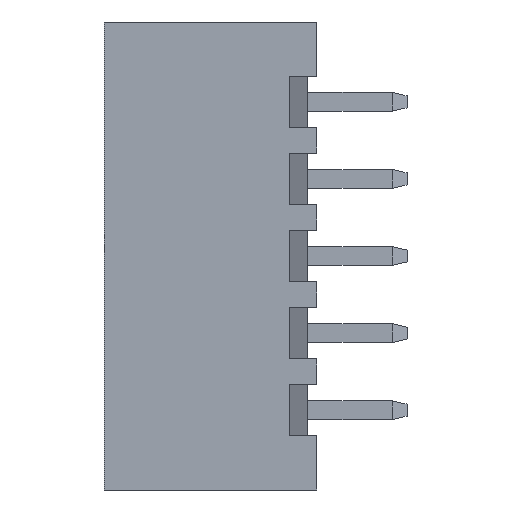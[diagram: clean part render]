
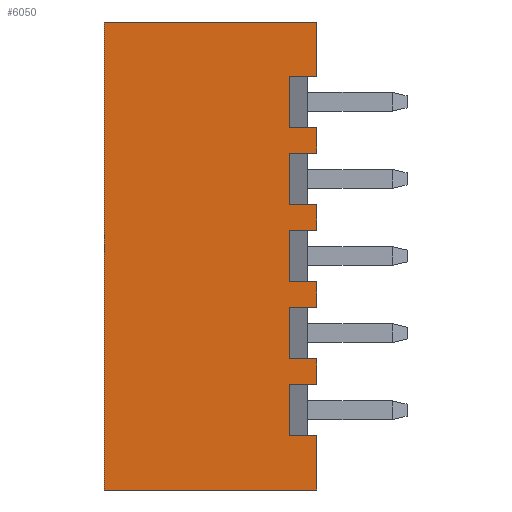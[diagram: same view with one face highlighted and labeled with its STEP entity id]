
A CAD part, left-side view. The second image highlights one B-rep face of the part: STEP entity #6050.
In plain terms, the highlighted planar face has unit normal (-1, 0, 0).
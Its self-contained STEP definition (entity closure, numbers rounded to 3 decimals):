
#432=PLANE('',#6445);
#763=FACE_OUTER_BOUND('',#1108,.T.);
#1108=EDGE_LOOP('',(#5259,#5260,#5261,#5262,#5263,#5264,#5265,#5266,#5267,
#5268,#5269,#5270,#5271,#5272,#5273,#5274,#5275,#5276,#5277,#5278,#5279,
#5280,#5281,#5282));
#1322=LINE('',#10723,#1920);
#1683=LINE('',#11718,#2281);
#1687=LINE('',#11730,#2285);
#1702=LINE('',#11761,#2300);
#1707=LINE('',#11770,#2305);
#1712=LINE('',#11779,#2310);
#1715=LINE('',#11787,#2313);
#1720=LINE('',#11796,#2318);
#1725=LINE('',#11805,#2323);
#1728=LINE('',#11813,#2326);
#1733=LINE('',#11822,#2331);
#1738=LINE('',#11831,#2336);
#1739=LINE('',#11834,#2337);
#1742=LINE('',#11839,#2340);
#1743=LINE('',#11841,#2341);
#1754=LINE('',#11873,#2352);
#1758=LINE('',#11881,#2356);
#1762=LINE('',#11889,#2360);
#1764=LINE('',#11892,#2362);
#1765=LINE('',#11894,#2363);
#1766=LINE('',#11896,#2364);
#1767=LINE('',#11898,#2365);
#1768=LINE('',#11899,#2366);
#1769=LINE('',#11900,#2367);
#1920=VECTOR('',#6821,10.);
#2281=VECTOR('',#7598,10.);
#2285=VECTOR('',#7610,10.);
#2300=VECTOR('',#7633,10.);
#2305=VECTOR('',#7642,10.);
#2310=VECTOR('',#7651,10.);
#2313=VECTOR('',#7656,10.);
#2318=VECTOR('',#7665,10.);
#2323=VECTOR('',#7674,10.);
#2326=VECTOR('',#7679,10.);
#2331=VECTOR('',#7688,10.);
#2336=VECTOR('',#7697,10.);
#2337=VECTOR('',#7700,10.);
#2340=VECTOR('',#7705,10.);
#2341=VECTOR('',#7708,10.);
#2352=VECTOR('',#7753,10.);
#2356=VECTOR('',#7761,10.);
#2360=VECTOR('',#7769,10.);
#2362=VECTOR('',#7773,10.);
#2363=VECTOR('',#7774,10.);
#2364=VECTOR('',#7775,10.);
#2365=VECTOR('',#7776,10.);
#2366=VECTOR('',#7777,10.);
#2367=VECTOR('',#7778,10.);
#2565=VERTEX_POINT('',#10720);
#2566=VERTEX_POINT('',#10722);
#2824=VERTEX_POINT('',#11716);
#2828=VERTEX_POINT('',#11729);
#2839=VERTEX_POINT('',#11758);
#2840=VERTEX_POINT('',#11760);
#2842=VERTEX_POINT('',#11769);
#2844=VERTEX_POINT('',#11777);
#2847=VERTEX_POINT('',#11784);
#2848=VERTEX_POINT('',#11786);
#2850=VERTEX_POINT('',#11795);
#2852=VERTEX_POINT('',#11803);
#2855=VERTEX_POINT('',#11810);
#2856=VERTEX_POINT('',#11812);
#2858=VERTEX_POINT('',#11821);
#2860=VERTEX_POINT('',#11829);
#2861=VERTEX_POINT('',#11833);
#2862=VERTEX_POINT('',#11837);
#2866=VERTEX_POINT('',#11872);
#2868=VERTEX_POINT('',#11880);
#2870=VERTEX_POINT('',#11888);
#2871=VERTEX_POINT('',#11893);
#2872=VERTEX_POINT('',#11895);
#2873=VERTEX_POINT('',#11897);
#3168=EDGE_CURVE('',#2565,#2566,#1322,.T.);
#3591=EDGE_CURVE('',#2824,#2565,#1683,.T.);
#3597=EDGE_CURVE('',#2828,#2566,#1687,.T.);
#3614=EDGE_CURVE('',#2840,#2839,#1702,.T.);
#3619=EDGE_CURVE('',#2839,#2842,#1707,.T.);
#3624=EDGE_CURVE('',#2842,#2844,#1712,.T.);
#3627=EDGE_CURVE('',#2848,#2847,#1715,.T.);
#3632=EDGE_CURVE('',#2847,#2850,#1720,.T.);
#3637=EDGE_CURVE('',#2850,#2852,#1725,.T.);
#3640=EDGE_CURVE('',#2856,#2855,#1728,.T.);
#3645=EDGE_CURVE('',#2855,#2858,#1733,.T.);
#3650=EDGE_CURVE('',#2858,#2860,#1738,.T.);
#3651=EDGE_CURVE('',#2861,#2840,#1739,.T.);
#3654=EDGE_CURVE('',#2860,#2862,#1742,.T.);
#3655=EDGE_CURVE('',#2852,#2856,#1743,.T.);
#3668=EDGE_CURVE('',#2866,#2861,#1754,.T.);
#3672=EDGE_CURVE('',#2868,#2866,#1758,.T.);
#3676=EDGE_CURVE('',#2870,#2868,#1762,.T.);
#3678=EDGE_CURVE('',#2844,#2848,#1764,.T.);
#3679=EDGE_CURVE('',#2862,#2871,#1765,.T.);
#3680=EDGE_CURVE('',#2871,#2872,#1766,.T.);
#3681=EDGE_CURVE('',#2872,#2873,#1767,.T.);
#3682=EDGE_CURVE('',#2873,#2828,#1768,.T.);
#3683=EDGE_CURVE('',#2824,#2870,#1769,.T.);
#5259=ORIENTED_EDGE('',*,*,#3624,.T.);
#5260=ORIENTED_EDGE('',*,*,#3678,.T.);
#5261=ORIENTED_EDGE('',*,*,#3627,.T.);
#5262=ORIENTED_EDGE('',*,*,#3632,.T.);
#5263=ORIENTED_EDGE('',*,*,#3637,.T.);
#5264=ORIENTED_EDGE('',*,*,#3655,.T.);
#5265=ORIENTED_EDGE('',*,*,#3640,.T.);
#5266=ORIENTED_EDGE('',*,*,#3645,.T.);
#5267=ORIENTED_EDGE('',*,*,#3650,.T.);
#5268=ORIENTED_EDGE('',*,*,#3654,.T.);
#5269=ORIENTED_EDGE('',*,*,#3679,.T.);
#5270=ORIENTED_EDGE('',*,*,#3680,.T.);
#5271=ORIENTED_EDGE('',*,*,#3681,.T.);
#5272=ORIENTED_EDGE('',*,*,#3682,.T.);
#5273=ORIENTED_EDGE('',*,*,#3597,.T.);
#5274=ORIENTED_EDGE('',*,*,#3168,.F.);
#5275=ORIENTED_EDGE('',*,*,#3591,.F.);
#5276=ORIENTED_EDGE('',*,*,#3683,.T.);
#5277=ORIENTED_EDGE('',*,*,#3676,.T.);
#5278=ORIENTED_EDGE('',*,*,#3672,.T.);
#5279=ORIENTED_EDGE('',*,*,#3668,.T.);
#5280=ORIENTED_EDGE('',*,*,#3651,.T.);
#5281=ORIENTED_EDGE('',*,*,#3614,.T.);
#5282=ORIENTED_EDGE('',*,*,#3619,.T.);
#6050=ADVANCED_FACE('',(#763),#432,.T.);
#6445=AXIS2_PLACEMENT_3D('',#11891,#7771,#7772);
#6821=DIRECTION('',(0.,0.,1.));
#7598=DIRECTION('',(0.,1.,0.));
#7610=DIRECTION('',(0.,1.,0.));
#7633=DIRECTION('',(0.,1.,0.));
#7642=DIRECTION('',(0.,0.,1.));
#7651=DIRECTION('',(0.,-1.,0.));
#7656=DIRECTION('',(0.,1.,0.));
#7665=DIRECTION('',(0.,0.,1.));
#7674=DIRECTION('',(0.,-1.,0.));
#7679=DIRECTION('',(0.,1.,0.));
#7688=DIRECTION('',(0.,0.,1.));
#7697=DIRECTION('',(0.,-1.,0.));
#7700=DIRECTION('',(0.,0.,1.));
#7705=DIRECTION('',(0.,0.,1.));
#7708=DIRECTION('',(0.,0.,1.));
#7753=DIRECTION('',(0.,-1.,0.));
#7761=DIRECTION('',(0.,0.,1.));
#7769=DIRECTION('',(0.,1.,0.));
#7771=DIRECTION('center_axis',(-1.,0.,0.));
#7772=DIRECTION('ref_axis',(0.,0.,1.));
#7773=DIRECTION('',(0.,0.,1.));
#7774=DIRECTION('',(0.,1.,0.));
#7775=DIRECTION('',(0.,0.,1.));
#7776=DIRECTION('',(0.,-1.,0.));
#7777=DIRECTION('',(0.,0.,1.));
#7778=DIRECTION('',(0.,0.,1.));
#10720=CARTESIAN_POINT('',(-2.85,7.,-7.71));
#10722=CARTESIAN_POINT('',(-2.85,7.,7.71));
#10723=CARTESIAN_POINT('',(-2.85,7.,-7.71));
#11716=CARTESIAN_POINT('',(-2.85,0.,-7.71));
#11718=CARTESIAN_POINT('',(-2.85,0.,-7.71));
#11729=CARTESIAN_POINT('',(-2.85,0.,7.71));
#11730=CARTESIAN_POINT('',(-2.85,0.,7.71));
#11758=CARTESIAN_POINT('',(-2.85,0.9,-3.39));
#11760=CARTESIAN_POINT('',(-2.85,0.,-3.39));
#11761=CARTESIAN_POINT('',(-2.85,0.225,-3.39));
#11769=CARTESIAN_POINT('',(-2.85,0.9,-1.69));
#11770=CARTESIAN_POINT('',(-2.85,0.9,-5.125));
#11777=CARTESIAN_POINT('',(-2.85,0.,-1.69));
#11779=CARTESIAN_POINT('',(-2.85,0.225,-1.69));
#11784=CARTESIAN_POINT('',(-2.85,0.9,-0.85));
#11786=CARTESIAN_POINT('',(-2.85,0.,-0.85));
#11787=CARTESIAN_POINT('',(-2.85,0.225,-0.85));
#11795=CARTESIAN_POINT('',(-2.85,0.9,0.85));
#11796=CARTESIAN_POINT('',(-2.85,0.9,-3.855));
#11803=CARTESIAN_POINT('',(-2.85,0.,0.85));
#11805=CARTESIAN_POINT('',(-2.85,0.225,0.85));
#11810=CARTESIAN_POINT('',(-2.85,0.9,1.69));
#11812=CARTESIAN_POINT('',(-2.85,0.,1.69));
#11813=CARTESIAN_POINT('',(-2.85,0.225,1.69));
#11821=CARTESIAN_POINT('',(-2.85,0.9,3.39));
#11822=CARTESIAN_POINT('',(-2.85,0.9,-2.585));
#11829=CARTESIAN_POINT('',(-2.85,0.,3.39));
#11831=CARTESIAN_POINT('',(-2.85,0.225,3.39));
#11833=CARTESIAN_POINT('',(-2.85,0.,-4.23));
#11834=CARTESIAN_POINT('',(-2.85,0.,-7.71));
#11837=CARTESIAN_POINT('',(-2.85,0.,4.23));
#11839=CARTESIAN_POINT('',(-2.85,0.,-7.71));
#11841=CARTESIAN_POINT('',(-2.85,0.,-7.71));
#11872=CARTESIAN_POINT('',(-2.85,0.9,-4.23));
#11873=CARTESIAN_POINT('',(-2.85,0.225,-4.23));
#11880=CARTESIAN_POINT('',(-2.85,0.9,-5.93));
#11881=CARTESIAN_POINT('',(-2.85,0.9,-6.395));
#11888=CARTESIAN_POINT('',(-2.85,0.,-5.93));
#11889=CARTESIAN_POINT('',(-2.85,0.225,-5.93));
#11891=CARTESIAN_POINT('Origin',(-2.85,0.,-7.71));
#11892=CARTESIAN_POINT('',(-2.85,0.,-7.71));
#11893=CARTESIAN_POINT('',(-2.85,0.9,4.23));
#11894=CARTESIAN_POINT('',(-2.85,0.225,4.23));
#11895=CARTESIAN_POINT('',(-2.85,0.9,5.93));
#11896=CARTESIAN_POINT('',(-2.85,0.9,-1.315));
#11897=CARTESIAN_POINT('',(-2.85,0.,5.93));
#11898=CARTESIAN_POINT('',(-2.85,0.225,5.93));
#11899=CARTESIAN_POINT('',(-2.85,0.,-7.71));
#11900=CARTESIAN_POINT('',(-2.85,0.,-7.71));
